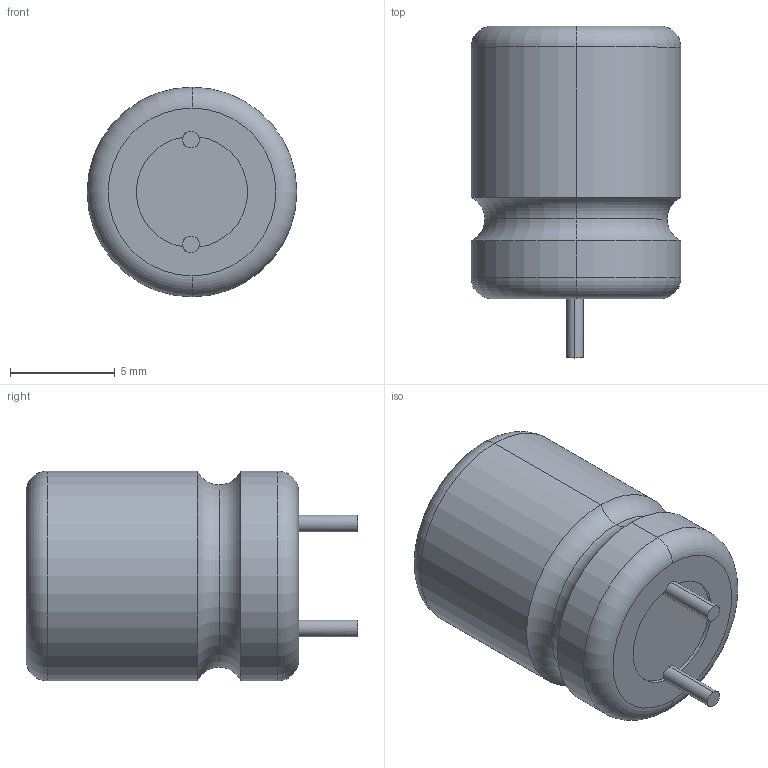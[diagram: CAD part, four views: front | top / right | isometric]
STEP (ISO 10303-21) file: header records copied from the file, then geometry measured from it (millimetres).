
FILE_DESCRIPTION (( 'STEP AP214' ), '1' );
FILE_NAME ('User Library-Capacitor Electrolytic (Vertical).STEP', '2010-11-02T16:41:10', ( 'sysAdmin' ), ( 'SolidWorks' ), 'SwSTEP 2.0', 'SolidWorks 2010', '' );
FILE_SCHEMA (( 'AUTOMOTIVE_DESIGN' ));
Length unit declared in the file: millimetre
Products named in the file (1): User Library-Capacitor Electrolytic (Vertical)
Bounding box: 10 x 15.82 x 10 mm (x, y, z)
Volume: 468.1 mm3; surface area: 958.4 mm2
Topology: 1 solids, 2 shells, 58 faces, 126 edges, 76 vertices
Faces by surface type: plane 26, cylinder 20, torus 12
Entity records: 1926 total; most frequent: CARTESIAN_POINT 331, DIRECTION 296, ORIENTED_EDGE 252, EDGE_CURVE 126, AXIS2_PLACEMENT_3D 121, VERTEX_POINT 76, EDGE_LOOP 62, CIRCLE 62
